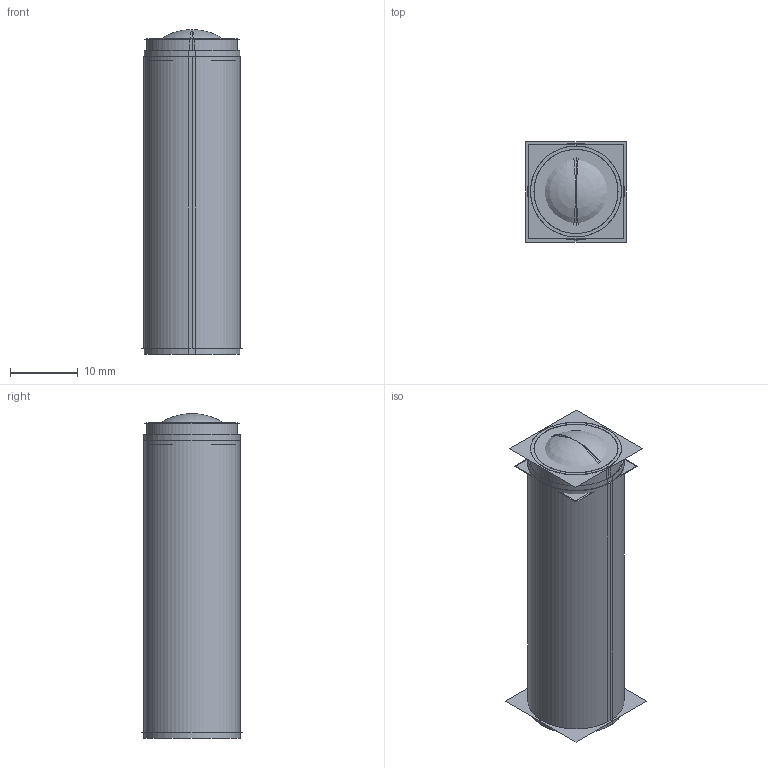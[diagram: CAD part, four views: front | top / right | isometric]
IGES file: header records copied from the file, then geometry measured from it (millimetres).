
Start section:  PTC IGES file: 193325.igs
Global section: file name: 193325.igs; native system: Creo Parametric by Parametric Technology Corporation; preprocessor: 2013230; author: pdmadmin; organization: Unknown; date: 20160210.101019; units: millimetre
Bounding box: 14.79 x 14.79 x 48.01 mm (x, y, z)
Volume: 4049.2 mm3; surface area: 19016.7 mm2
Topology: 2 solids, 2 shells, 80 faces, 414 edges, 531 vertices
Faces by surface type: revolution 60, bspline 20
